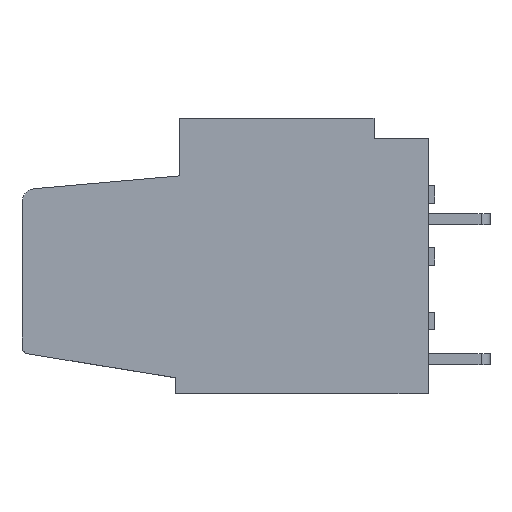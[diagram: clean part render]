
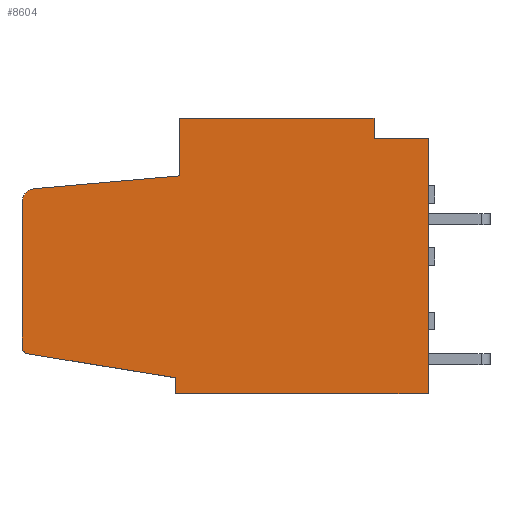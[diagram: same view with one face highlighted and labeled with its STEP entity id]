
A CAD part, left-side view. The second image highlights one B-rep face of the part: STEP entity #8604.
In plain terms, the highlighted planar face has unit normal (-1, 0, 0).
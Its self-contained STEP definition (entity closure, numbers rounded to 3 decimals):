
#39 = VERTEX_POINT ( 'NONE', #6611 ) ;
#93 = VECTOR ( 'NONE', #151, 1000. ) ;
#151 = DIRECTION ( 'NONE',  ( 0., 0., 1. ) ) ;
#308 = LINE ( 'NONE', #3265, #7798 ) ;
#365 = VECTOR ( 'NONE', #4706, 1000. ) ;
#403 = CARTESIAN_POINT ( 'NONE',  ( -50.81, 47.386, -28.515 ) ) ;
#478 = LINE ( 'NONE', #2522, #7950 ) ;
#550 = VERTEX_POINT ( 'NONE', #9305 ) ;
#747 = EDGE_CURVE ( 'NONE', #4589, #4953, #9237, .T. ) ;
#761 = ORIENTED_EDGE ( 'NONE', *, *, #4036, .T. ) ;
#1157 = ORIENTED_EDGE ( 'NONE', *, *, #747, .T. ) ;
#1335 = DIRECTION ( 'NONE',  ( 0., 0., -1. ) ) ;
#1351 = CARTESIAN_POINT ( 'NONE',  ( -50.81, 47.386, -28.515 ) ) ;
#1536 = EDGE_CURVE ( 'NONE', #550, #6053, #4579, .T. ) ;
#1559 = LINE ( 'NONE', #2434, #8967 ) ;
#1670 = CARTESIAN_POINT ( 'NONE',  ( -50.81, 58.542, -26.283 ) ) ;
#1738 = VERTEX_POINT ( 'NONE', #6821 ) ;
#1830 = DIRECTION ( 'NONE',  ( 0., -1., 0. ) ) ;
#1865 = DIRECTION ( 'NONE',  ( 0., 0., -1. ) ) ;
#2011 = LINE ( 'NONE', #6033, #93 ) ;
#2044 = VECTOR ( 'NONE', #4676, 1000. ) ;
#2071 = VERTEX_POINT ( 'NONE', #3741 ) ;
#2077 = CARTESIAN_POINT ( 'NONE',  ( -50.81, 57.542, -15.775 ) ) ;
#2332 = EDGE_CURVE ( 'NONE', #39, #8659, #1559, .T. ) ;
#2434 = CARTESIAN_POINT ( 'NONE',  ( -50.81, 47.087, -13.848 ) ) ;
#2522 = CARTESIAN_POINT ( 'NONE',  ( -50.81, 29.042, -11.142 ) ) ;
#2611 = DIRECTION ( 'NONE',  ( 0., 0., 1. ) ) ;
#2633 = LINE ( 'NONE', #8087, #9000 ) ;
#2639 = ORIENTED_EDGE ( 'NONE', *, *, #1536, .T. ) ;
#2755 = ORIENTED_EDGE ( 'NONE', *, *, #4397, .T. ) ;
#2955 = VECTOR ( 'NONE', #1335, 1000. ) ;
#3248 = ORIENTED_EDGE ( 'NONE', *, *, #8973, .T. ) ;
#3265 = CARTESIAN_POINT ( 'NONE',  ( -50.81, 47.386, -29.669 ) ) ;
#3301 = CARTESIAN_POINT ( 'NONE',  ( -50.81, 58.042, -26.283 ) ) ;
#3392 = DIRECTION ( 'NONE',  ( -1., 0., 0. ) ) ;
#3400 = AXIS2_PLACEMENT_3D ( 'NONE', #2077, #6478, #7203 ) ;
#3465 = CARTESIAN_POINT ( 'NONE',  ( -50.81, 58.122, -26.777 ) ) ;
#3512 = LINE ( 'NONE', #403, #5864 ) ;
#3656 = EDGE_CURVE ( 'NONE', #6053, #7995, #6743, .T. ) ;
#3741 = CARTESIAN_POINT ( 'NONE',  ( -50.81, 47.386, -29.669 ) ) ;
#3884 = CARTESIAN_POINT ( 'NONE',  ( -50.81, 29.042, -29.669 ) ) ;
#3945 = CARTESIAN_POINT ( 'NONE',  ( -50.81, 57.542, -15.775 ) ) ;
#4036 = EDGE_CURVE ( 'NONE', #4953, #39, #2633, .T. ) ;
#4397 = EDGE_CURVE ( 'NONE', #1738, #7906, #8862, .T. ) ;
#4447 = VERTEX_POINT ( 'NONE', #1351 ) ;
#4522 = CARTESIAN_POINT ( 'NONE',  ( -50.81, 32.969, -9.669 ) ) ;
#4579 = LINE ( 'NONE', #5673, #2955 ) ;
#4589 = VERTEX_POINT ( 'NONE', #4522 ) ;
#4651 = EDGE_CURVE ( 'NONE', #7906, #8891, #478, .T. ) ;
#4676 = DIRECTION ( 'NONE',  ( 0., 0., 1. ) ) ;
#4706 = DIRECTION ( 'NONE',  ( 0., 1., 0. ) ) ;
#4953 = VERTEX_POINT ( 'NONE', #6769 ) ;
#4973 = VECTOR ( 'NONE', #8330, 1000. ) ;
#5285 = ORIENTED_EDGE ( 'NONE', *, *, #6282, .T. ) ;
#5346 = ORIENTED_EDGE ( 'NONE', *, *, #8746, .T. ) ;
#5383 = DIRECTION ( 'NONE',  ( 0., 0., 1. ) ) ;
#5673 = CARTESIAN_POINT ( 'NONE',  ( -50.81, 58.542, -15.775 ) ) ;
#5864 = VECTOR ( 'NONE', #1865, 1000. ) ;
#5886 = FACE_OUTER_BOUND ( 'NONE', #7919, .T. ) ;
#5894 = ORIENTED_EDGE ( 'NONE', *, *, #4651, .T. ) ;
#6033 = CARTESIAN_POINT ( 'NONE',  ( -50.81, 32.969, -11.142 ) ) ;
#6053 = VERTEX_POINT ( 'NONE', #1670 ) ;
#6236 = EDGE_CURVE ( 'NONE', #2071, #1738, #308, .T. ) ;
#6252 = EDGE_CURVE ( 'NONE', #4447, #2071, #3512, .T. ) ;
#6282 = EDGE_CURVE ( 'NONE', #7995, #4447, #6897, .T. ) ;
#6297 = ORIENTED_EDGE ( 'NONE', *, *, #3656, .T. ) ;
#6478 = DIRECTION ( 'NONE',  ( -1., 0., 0. ) ) ;
#6611 = CARTESIAN_POINT ( 'NONE',  ( -50.81, 47.087, -13.848 ) ) ;
#6743 = CIRCLE ( 'NONE', #6947, 0.5 ) ;
#6760 = DIRECTION ( 'NONE',  ( 0., 1., 0. ) ) ;
#6769 = CARTESIAN_POINT ( 'NONE',  ( -50.81, 47.087, -9.669 ) ) ;
#6821 = CARTESIAN_POINT ( 'NONE',  ( -50.81, 29.042, -29.669 ) ) ;
#6886 = CARTESIAN_POINT ( 'NONE',  ( -50.81, 58.122, -26.777 ) ) ;
#6897 = LINE ( 'NONE', #6886, #4973 ) ;
#6947 = AXIS2_PLACEMENT_3D ( 'NONE', #3301, #3392, #2611 ) ;
#6991 = ORIENTED_EDGE ( 'NONE', *, *, #6236, .T. ) ;
#7203 = DIRECTION ( 'NONE',  ( 0., 0., 1. ) ) ;
#7358 = AXIS2_PLACEMENT_3D ( 'NONE', #3945, #9004, #5383 ) ;
#7583 = CARTESIAN_POINT ( 'NONE',  ( -50.81, 29.042, -11.142 ) ) ;
#7798 = VECTOR ( 'NONE', #1830, 1000. ) ;
#7830 = ORIENTED_EDGE ( 'NONE', *, *, #2332, .T. ) ;
#7906 = VERTEX_POINT ( 'NONE', #7583 ) ;
#7919 = EDGE_LOOP ( 'NONE', ( #761, #7830, #3248, #2639, #6297, #5285, #9073, #6991, #2755, #5894, #5346, #1157 ) ) ;
#7950 = VECTOR ( 'NONE', #6760, 1000. ) ;
#7981 = CARTESIAN_POINT ( 'NONE',  ( -50.81, 57.63, -14.779 ) ) ;
#7995 = VERTEX_POINT ( 'NONE', #3465 ) ;
#8087 = CARTESIAN_POINT ( 'NONE',  ( -50.81, 47.087, -9.669 ) ) ;
#8115 = DIRECTION ( 'NONE',  ( 0., 0., -1. ) ) ;
#8248 = DIRECTION ( 'NONE',  ( 0., 0.996, -0.088 ) ) ;
#8330 = DIRECTION ( 'NONE',  ( 0., -0.987, -0.16 ) ) ;
#8604 = ADVANCED_FACE ( 'NONE', ( #5886 ), #9336, .T. ) ;
#8659 = VERTEX_POINT ( 'NONE', #7981 ) ;
#8746 = EDGE_CURVE ( 'NONE', #8891, #4589, #2011, .T. ) ;
#8862 = LINE ( 'NONE', #3884, #2044 ) ;
#8891 = VERTEX_POINT ( 'NONE', #9135 ) ;
#8967 = VECTOR ( 'NONE', #8248, 1000. ) ;
#8973 = EDGE_CURVE ( 'NONE', #8659, #550, #9183, .T. ) ;
#9000 = VECTOR ( 'NONE', #8115, 1000. ) ;
#9004 = DIRECTION ( 'NONE',  ( -1., 0., 0. ) ) ;
#9042 = CARTESIAN_POINT ( 'NONE',  ( -50.81, 32.969, -9.669 ) ) ;
#9073 = ORIENTED_EDGE ( 'NONE', *, *, #6252, .T. ) ;
#9135 = CARTESIAN_POINT ( 'NONE',  ( -50.81, 32.969, -11.142 ) ) ;
#9183 = CIRCLE ( 'NONE', #7358, 1. ) ;
#9237 = LINE ( 'NONE', #9042, #365 ) ;
#9305 = CARTESIAN_POINT ( 'NONE',  ( -50.81, 58.542, -15.775 ) ) ;
#9336 = PLANE ( 'NONE',  #3400 ) ;
